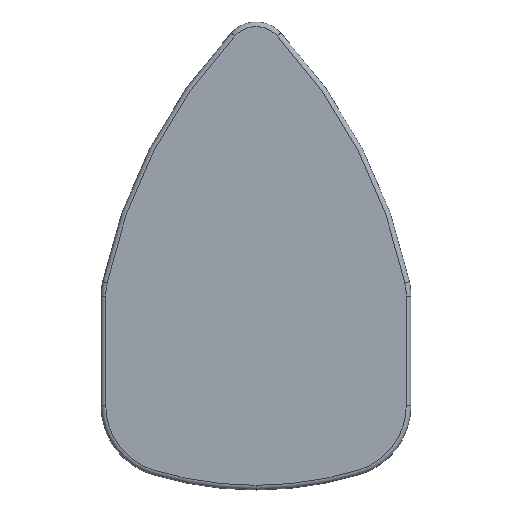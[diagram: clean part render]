
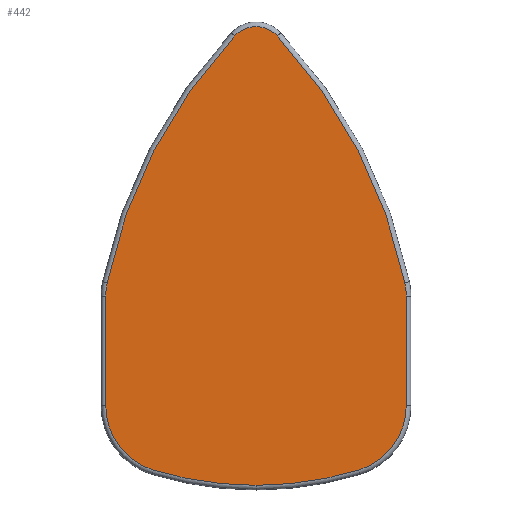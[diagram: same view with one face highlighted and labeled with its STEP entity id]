
A CAD part, front view. The second image highlights one B-rep face of the part: STEP entity #442.
In plain terms, the highlighted planar face has unit normal (0, -1, 0).
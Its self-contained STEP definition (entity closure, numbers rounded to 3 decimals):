
#5 = VERTEX_POINT ( 'NONE', #841 ) ;
#22 = EDGE_CURVE ( 'NONE', #465, #196, #451, .T. ) ;
#24 = AXIS2_PLACEMENT_3D ( 'NONE', #873, #157, #411 ) ;
#42 = VERTEX_POINT ( 'NONE', #54 ) ;
#43 = DIRECTION ( 'NONE',  ( 0., 0., -1. ) ) ;
#47 = DIRECTION ( 'NONE',  ( 0., 0., -1. ) ) ;
#51 = CARTESIAN_POINT ( 'NONE',  ( 12.837, 0., -11.714 ) ) ;
#54 = CARTESIAN_POINT ( 'NONE',  ( 12.718, 0., -22.266 ) ) ;
#58 = DIRECTION ( 'NONE',  ( 0., 0., 1. ) ) ;
#60 = VERTEX_POINT ( 'NONE', #692 ) ;
#91 = ORIENTED_EDGE ( 'NONE', *, *, #889, .T. ) ;
#116 = CARTESIAN_POINT ( 'NONE',  ( 0., 0., -9.38 ) ) ;
#120 = ORIENTED_EDGE ( 'NONE', *, *, #529, .T. ) ;
#138 = EDGE_LOOP ( 'NONE', ( #786, #800, #91, #746, #768, #268, #473, #228, #632, #120, #853 ) ) ;
#140 = DIRECTION ( 'NONE',  ( 0., 0., -1. ) ) ;
#149 = CARTESIAN_POINT ( 'NONE',  ( 8.761, 0., -38.302 ) ) ;
#153 = EDGE_CURVE ( 'NONE', #823, #681, #303, .T. ) ;
#155 = CARTESIAN_POINT ( 'NONE',  ( 12.837, 0., -32.809 ) ) ;
#157 = DIRECTION ( 'NONE',  ( 0., -1., 0. ) ) ;
#158 = EDGE_CURVE ( 'NONE', #249, #465, #1013, .T. ) ;
#172 = EDGE_CURVE ( 'NONE', #569, #60, #399, .T. ) ;
#178 = DIRECTION ( 'NONE',  ( 0., -1., 0. ) ) ;
#181 = CIRCLE ( 'NONE', #24, 43.98 ) ;
#196 = VERTEX_POINT ( 'NONE', #955 ) ;
#202 = AXIS2_PLACEMENT_3D ( 'NONE', #990, #986, #902 ) ;
#205 = AXIS2_PLACEMENT_3D ( 'NONE', #430, #888, #895 ) ;
#206 = DIRECTION ( 'NONE',  ( 0., -1., 0. ) ) ;
#210 = EDGE_CURVE ( 'NONE', #681, #5, #181, .T. ) ;
#228 = ORIENTED_EDGE ( 'NONE', *, *, #158, .T. ) ;
#240 = CIRCLE ( 'NONE', #834, 5.74 ) ;
#241 = VECTOR ( 'NONE', #58, 1000. ) ;
#249 = VERTEX_POINT ( 'NONE', #149 ) ;
#254 = CIRCLE ( 'NONE', #1012, 30.22 ) ;
#257 = AXIS2_PLACEMENT_3D ( 'NONE', #675, #983, #444 ) ;
#266 = CARTESIAN_POINT ( 'NONE',  ( 0., 0., -39.6 ) ) ;
#268 = ORIENTED_EDGE ( 'NONE', *, *, #724, .T. ) ;
#289 = CIRCLE ( 'NONE', #257, 43.98 ) ;
#303 = CIRCLE ( 'NONE', #885, 2.5 ) ;
#364 = CARTESIAN_POINT ( 'NONE',  ( 0., 0., -9.38 ) ) ;
#394 = CARTESIAN_POINT ( 'NONE',  ( -12.837, 0., -32.809 ) ) ;
#399 = LINE ( 'NONE', #394, #421 ) ;
#411 = DIRECTION ( 'NONE',  ( 0., 0., -1. ) ) ;
#416 = PLANE ( 'NONE',  #700 ) ;
#421 = VECTOR ( 'NONE', #563, 1000. ) ;
#430 = CARTESIAN_POINT ( 'NONE',  ( -7.097, 0., -23.429 ) ) ;
#442 = ADVANCED_FACE ( 'NONE', ( #648 ), #416, .T. ) ;
#444 = DIRECTION ( 'NONE',  ( 0., 0., -1. ) ) ;
#451 = LINE ( 'NONE', #51, #241 ) ;
#465 = VERTEX_POINT ( 'NONE', #155 ) ;
#473 = ORIENTED_EDGE ( 'NONE', *, *, #708, .T. ) ;
#484 = DIRECTION ( 'NONE',  ( 0., -1., 0. ) ) ;
#492 = DIRECTION ( 'NONE',  ( 0., -1., 0. ) ) ;
#496 = CARTESIAN_POINT ( 'NONE',  ( 1.829, 0., -1.196 ) ) ;
#498 = CARTESIAN_POINT ( 'NONE',  ( -3.549, 0., -11.714 ) ) ;
#529 = EDGE_CURVE ( 'NONE', #196, #42, #240, .T. ) ;
#530 = CARTESIAN_POINT ( 'NONE',  ( -1.829, 0., -1.196 ) ) ;
#563 = DIRECTION ( 'NONE',  ( 0., 0., -1. ) ) ;
#569 = VERTEX_POINT ( 'NONE', #604 ) ;
#584 = VERTEX_POINT ( 'NONE', #266 ) ;
#601 = EDGE_CURVE ( 'NONE', #60, #877, #658, .T. ) ;
#604 = CARTESIAN_POINT ( 'NONE',  ( -12.837, 0., -23.429 ) ) ;
#632 = ORIENTED_EDGE ( 'NONE', *, *, #22, .T. ) ;
#645 = CIRCLE ( 'NONE', #205, 5.74 ) ;
#648 = FACE_OUTER_BOUND ( 'NONE', #138, .T. ) ;
#658 = CIRCLE ( 'NONE', #202, 5.74 ) ;
#675 = CARTESIAN_POINT ( 'NONE',  ( -30.35, 0., -31.175 ) ) ;
#681 = VERTEX_POINT ( 'NONE', #530 ) ;
#689 = CIRCLE ( 'NONE', #835, 30.22 ) ;
#692 = CARTESIAN_POINT ( 'NONE',  ( -12.837, 0., -32.809 ) ) ;
#700 = AXIS2_PLACEMENT_3D ( 'NONE', #498, #874, #947 ) ;
#708 = EDGE_CURVE ( 'NONE', #584, #249, #254, .T. ) ;
#716 = DIRECTION ( 'NONE',  ( 0., 0., -1. ) ) ;
#724 = EDGE_CURVE ( 'NONE', #877, #584, #689, .T. ) ;
#746 = ORIENTED_EDGE ( 'NONE', *, *, #172, .T. ) ;
#761 = AXIS2_PLACEMENT_3D ( 'NONE', #935, #938, #716 ) ;
#768 = ORIENTED_EDGE ( 'NONE', *, *, #601, .T. ) ;
#786 = ORIENTED_EDGE ( 'NONE', *, *, #153, .T. ) ;
#800 = ORIENTED_EDGE ( 'NONE', *, *, #210, .T. ) ;
#809 = DIRECTION ( 'NONE',  ( 0., 0., -1. ) ) ;
#823 = VERTEX_POINT ( 'NONE', #496 ) ;
#834 = AXIS2_PLACEMENT_3D ( 'NONE', #879, #492, #809 ) ;
#835 = AXIS2_PLACEMENT_3D ( 'NONE', #364, #206, #47 ) ;
#841 = CARTESIAN_POINT ( 'NONE',  ( -12.718, 0., -22.266 ) ) ;
#853 = ORIENTED_EDGE ( 'NONE', *, *, #943, .T. ) ;
#873 = CARTESIAN_POINT ( 'NONE',  ( 30.35, 0., -31.175 ) ) ;
#874 = DIRECTION ( 'NONE',  ( 0., -1., 0. ) ) ;
#877 = VERTEX_POINT ( 'NONE', #960 ) ;
#878 = CARTESIAN_POINT ( 'NONE',  ( 0., 0., -2.9 ) ) ;
#879 = CARTESIAN_POINT ( 'NONE',  ( 7.097, 0., -23.429 ) ) ;
#885 = AXIS2_PLACEMENT_3D ( 'NONE', #878, #484, #140 ) ;
#888 = DIRECTION ( 'NONE',  ( 0., -1., 0. ) ) ;
#889 = EDGE_CURVE ( 'NONE', #5, #569, #645, .T. ) ;
#895 = DIRECTION ( 'NONE',  ( 0., 0., -1. ) ) ;
#902 = DIRECTION ( 'NONE',  ( 0., 0., -1. ) ) ;
#935 = CARTESIAN_POINT ( 'NONE',  ( 7.097, 0., -32.809 ) ) ;
#938 = DIRECTION ( 'NONE',  ( 0., -1., 0. ) ) ;
#943 = EDGE_CURVE ( 'NONE', #42, #823, #289, .T. ) ;
#947 = DIRECTION ( 'NONE',  ( 0., 0., -1. ) ) ;
#955 = CARTESIAN_POINT ( 'NONE',  ( 12.837, 0., -23.429 ) ) ;
#960 = CARTESIAN_POINT ( 'NONE',  ( -8.761, 0., -38.302 ) ) ;
#983 = DIRECTION ( 'NONE',  ( 0., -1., 0. ) ) ;
#986 = DIRECTION ( 'NONE',  ( 0., -1., 0. ) ) ;
#990 = CARTESIAN_POINT ( 'NONE',  ( -7.097, 0., -32.809 ) ) ;
#1012 = AXIS2_PLACEMENT_3D ( 'NONE', #116, #178, #43 ) ;
#1013 = CIRCLE ( 'NONE', #761, 5.74 ) ;
